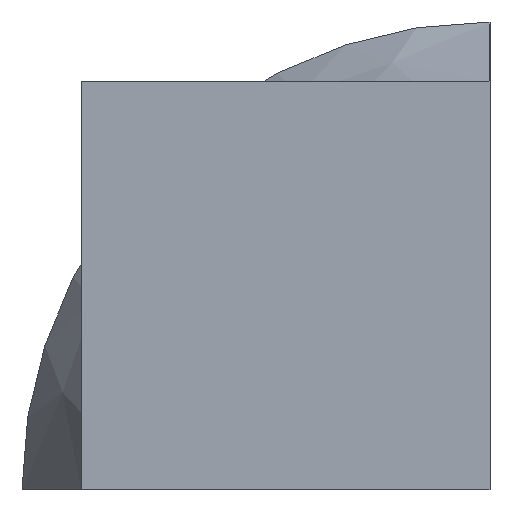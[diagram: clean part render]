
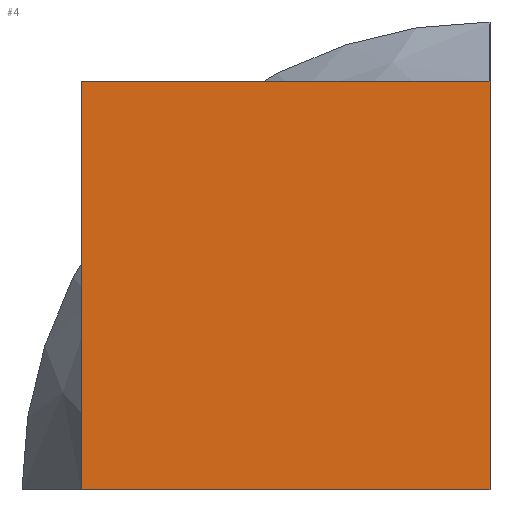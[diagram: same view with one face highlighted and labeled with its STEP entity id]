
A CAD part, front view. The second image highlights one B-rep face of the part: STEP entity #4.
In plain terms, the highlighted planar face has unit normal (0, -1, 0).
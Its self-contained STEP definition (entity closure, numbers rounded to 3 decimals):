
#4 = ADVANCED_FACE ( 'NONE', ( #391 ), #619, .T. ) ;
#18 = EDGE_CURVE ( 'NONE', #1109, #958, #205, .T. ) ;
#156 = CARTESIAN_POINT ( 'NONE',  ( -80., 0., 80. ) ) ;
#172 = VERTEX_POINT ( 'NONE', #648 ) ;
#205 = LINE ( 'NONE', #1014, #405 ) ;
#268 = AXIS2_PLACEMENT_3D ( 'NONE', #624, #1040, #837 ) ;
#285 = CARTESIAN_POINT ( 'NONE',  ( -80., 0., 0. ) ) ;
#379 = CARTESIAN_POINT ( 'NONE',  ( 0., 0., 0. ) ) ;
#386 = DIRECTION ( 'NONE',  ( 0., 0., 1. ) ) ;
#391 = FACE_OUTER_BOUND ( 'NONE', #1111, .T. ) ;
#405 = VECTOR ( 'NONE', #534, 1000. ) ;
#517 = VECTOR ( 'NONE', #852, 1000. ) ;
#534 = DIRECTION ( 'NONE',  ( 0., 0., 1. ) ) ;
#552 = CARTESIAN_POINT ( 'NONE',  ( 0., 0., 0. ) ) ;
#583 = ORIENTED_EDGE ( 'NONE', *, *, #851, .F. ) ;
#619 = PLANE ( 'NONE',  #268 ) ;
#624 = CARTESIAN_POINT ( 'NONE',  ( 0., 0., 0. ) ) ;
#648 = CARTESIAN_POINT ( 'NONE',  ( -80., 0., 80. ) ) ;
#667 = CARTESIAN_POINT ( 'NONE',  ( -80., 0., 80. ) ) ;
#781 = VECTOR ( 'NONE', #386, 1000. ) ;
#786 = ORIENTED_EDGE ( 'NONE', *, *, #1126, .F. ) ;
#799 = LINE ( 'NONE', #667, #781 ) ;
#822 = VERTEX_POINT ( 'NONE', #285 ) ;
#837 = DIRECTION ( 'NONE',  ( 0., 0., -1. ) ) ;
#851 = EDGE_CURVE ( 'NONE', #1109, #822, #1213, .T. ) ;
#852 = DIRECTION ( 'NONE',  ( -1., 0., 0. ) ) ;
#868 = LINE ( 'NONE', #156, #1189 ) ;
#889 = ORIENTED_EDGE ( 'NONE', *, *, #18, .T. ) ;
#958 = VERTEX_POINT ( 'NONE', #1056 ) ;
#982 = DIRECTION ( 'NONE',  ( 1., 0., 0. ) ) ;
#1014 = CARTESIAN_POINT ( 'NONE',  ( 0., 0., 0. ) ) ;
#1040 = DIRECTION ( 'NONE',  ( 0., -1., 0. ) ) ;
#1056 = CARTESIAN_POINT ( 'NONE',  ( 0., 0., 80. ) ) ;
#1109 = VERTEX_POINT ( 'NONE', #379 ) ;
#1111 = EDGE_LOOP ( 'NONE', ( #583, #889, #1148, #786 ) ) ;
#1126 = EDGE_CURVE ( 'NONE', #822, #172, #799, .T. ) ;
#1148 = ORIENTED_EDGE ( 'NONE', *, *, #1151, .F. ) ;
#1151 = EDGE_CURVE ( 'NONE', #172, #958, #868, .T. ) ;
#1189 = VECTOR ( 'NONE', #982, 1000. ) ;
#1213 = LINE ( 'NONE', #552, #517 ) ;
